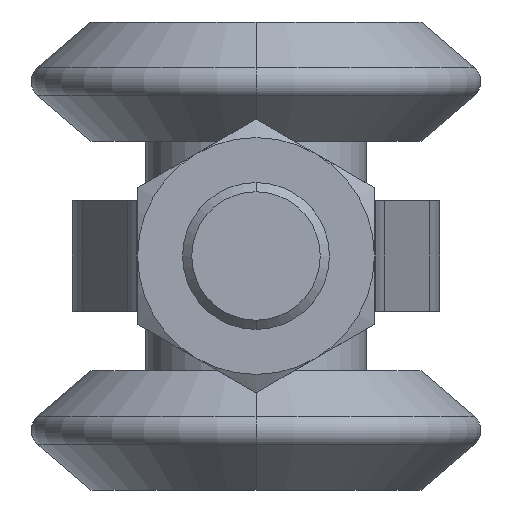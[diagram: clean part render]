
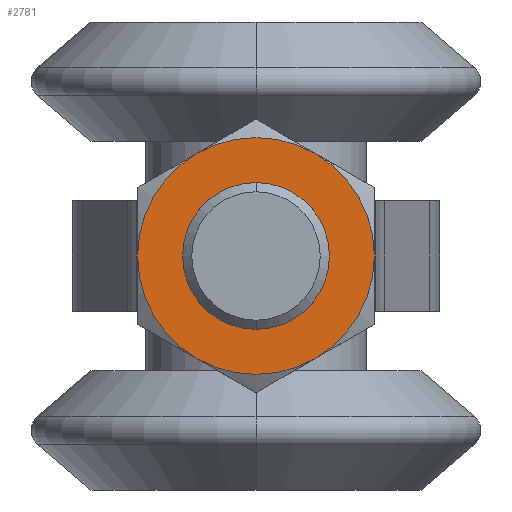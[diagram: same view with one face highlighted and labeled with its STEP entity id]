
A CAD part, front view. The second image highlights one B-rep face of the part: STEP entity #2781.
In plain terms, the highlighted planar face has unit normal (0, -1, 0).
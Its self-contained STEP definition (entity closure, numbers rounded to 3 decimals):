
#5 = FACE_BOUND ( 'NONE', #4034, .T. ) ;
#79 = DIRECTION ( 'NONE',  ( 1., 0., 0. ) ) ;
#106 = DIRECTION ( 'NONE',  ( 1., 0., 0. ) ) ;
#124 = CIRCLE ( 'NONE', #368, 3.4 ) ;
#204 = ORIENTED_EDGE ( 'NONE', *, *, #3199, .F. ) ;
#368 = AXIS2_PLACEMENT_3D ( 'NONE', #1009, #2586, #2224 ) ;
#527 = VERTEX_POINT ( 'NONE', #3507 ) ;
#571 = DIRECTION ( 'NONE',  ( 0., 1., 0. ) ) ;
#628 = AXIS2_PLACEMENT_3D ( 'NONE', #1097, #4571, #2312 ) ;
#784 = CARTESIAN_POINT ( 'NONE',  ( 0., -51., 0. ) ) ;
#809 = DIRECTION ( 'NONE',  ( 1., 0., 0. ) ) ;
#854 = DIRECTION ( 'NONE',  ( 0., -1., 0. ) ) ;
#979 = ORIENTED_EDGE ( 'NONE', *, *, #3412, .T. ) ;
#1009 = CARTESIAN_POINT ( 'NONE',  ( 0., -51., 0. ) ) ;
#1097 = CARTESIAN_POINT ( 'NONE',  ( 0., -51., 0. ) ) ;
#1227 = VERTEX_POINT ( 'NONE', #1965 ) ;
#1239 = CIRCLE ( 'NONE', #3952, 3.4 ) ;
#1344 = DIRECTION ( 'NONE',  ( 1., 0., 0. ) ) ;
#1457 = EDGE_CURVE ( 'NONE', #1227, #3107, #2081, .T. ) ;
#1461 = CIRCLE ( 'NONE', #4424, 6.45 ) ;
#1583 = EDGE_CURVE ( 'NONE', #3791, #1818, #124, .T. ) ;
#1701 = CIRCLE ( 'NONE', #3275, 6.45 ) ;
#1818 = VERTEX_POINT ( 'NONE', #1858 ) ;
#1858 = CARTESIAN_POINT ( 'NONE',  ( -3.4, -51., 0. ) ) ;
#1871 = AXIS2_PLACEMENT_3D ( 'NONE', #784, #3375, #3514 ) ;
#1881 = EDGE_LOOP ( 'NONE', ( #204, #979, #5041, #4198, #4799, #2929 ) ) ;
#1965 = CARTESIAN_POINT ( 'NONE',  ( 3.225, -51., 5.586 ) ) ;
#2081 = CIRCLE ( 'NONE', #2734, 6.45 ) ;
#2118 = CIRCLE ( 'NONE', #1871, 6.45 ) ;
#2122 = DIRECTION ( 'NONE',  ( 0., -1., 0. ) ) ;
#2148 = DIRECTION ( 'NONE',  ( 1., 0., 0. ) ) ;
#2205 = CARTESIAN_POINT ( 'NONE',  ( 0., -51., 0. ) ) ;
#2224 = DIRECTION ( 'NONE',  ( 1., 0., 0. ) ) ;
#2290 = DIRECTION ( 'NONE',  ( 1., 0., 0. ) ) ;
#2312 = DIRECTION ( 'NONE',  ( 1., 0., 0. ) ) ;
#2354 = CARTESIAN_POINT ( 'NONE',  ( 6.45, -51., 0. ) ) ;
#2586 = DIRECTION ( 'NONE',  ( 0., 1., 0. ) ) ;
#2734 = AXIS2_PLACEMENT_3D ( 'NONE', #4468, #4048, #79 ) ;
#2739 = CARTESIAN_POINT ( 'NONE',  ( -6.45, -51., 0. ) ) ;
#2781 = ADVANCED_FACE ( 'NONE', ( #3535, #5 ), #3564, .F. ) ;
#2850 = CIRCLE ( 'NONE', #628, 6.45 ) ;
#2913 = VERTEX_POINT ( 'NONE', #2739 ) ;
#2929 = ORIENTED_EDGE ( 'NONE', *, *, #2947, .T. ) ;
#2947 = EDGE_CURVE ( 'NONE', #527, #3210, #2118, .T. ) ;
#3069 = DIRECTION ( 'NONE',  ( 0., 1., 0. ) ) ;
#3107 = VERTEX_POINT ( 'NONE', #3335 ) ;
#3158 = CARTESIAN_POINT ( 'NONE',  ( 0., -51., 0. ) ) ;
#3199 = EDGE_CURVE ( 'NONE', #4614, #3210, #1701, .T. ) ;
#3210 = VERTEX_POINT ( 'NONE', #3747 ) ;
#3275 = AXIS2_PLACEMENT_3D ( 'NONE', #2205, #571, #2148 ) ;
#3319 = ORIENTED_EDGE ( 'NONE', *, *, #1583, .T. ) ;
#3335 = CARTESIAN_POINT ( 'NONE',  ( -3.225, -51., 5.586 ) ) ;
#3351 = AXIS2_PLACEMENT_3D ( 'NONE', #3158, #3947, #809 ) ;
#3375 = DIRECTION ( 'NONE',  ( 0., -1., 0. ) ) ;
#3412 = EDGE_CURVE ( 'NONE', #4614, #1227, #1461, .T. ) ;
#3507 = CARTESIAN_POINT ( 'NONE',  ( -3.225, -51., -5.586 ) ) ;
#3514 = DIRECTION ( 'NONE',  ( 1., 0., 0. ) ) ;
#3535 = FACE_OUTER_BOUND ( 'NONE', #1881, .T. ) ;
#3564 = PLANE ( 'NONE',  #3351 ) ;
#3747 = CARTESIAN_POINT ( 'NONE',  ( 3.225, -51., -5.586 ) ) ;
#3789 = CARTESIAN_POINT ( 'NONE',  ( 0., -51., 0. ) ) ;
#3791 = VERTEX_POINT ( 'NONE', #4747 ) ;
#3801 = AXIS2_PLACEMENT_3D ( 'NONE', #4851, #2122, #1344 ) ;
#3947 = DIRECTION ( 'NONE',  ( 0., 1., 0. ) ) ;
#3952 = AXIS2_PLACEMENT_3D ( 'NONE', #3789, #3069, #2290 ) ;
#4034 = EDGE_LOOP ( 'NONE', ( #4124, #3319 ) ) ;
#4048 = DIRECTION ( 'NONE',  ( 0., -1., 0. ) ) ;
#4076 = EDGE_CURVE ( 'NONE', #2913, #527, #2850, .T. ) ;
#4100 = EDGE_CURVE ( 'NONE', #1818, #3791, #1239, .T. ) ;
#4124 = ORIENTED_EDGE ( 'NONE', *, *, #4100, .T. ) ;
#4198 = ORIENTED_EDGE ( 'NONE', *, *, #4849, .T. ) ;
#4424 = AXIS2_PLACEMENT_3D ( 'NONE', #4779, #854, #106 ) ;
#4468 = CARTESIAN_POINT ( 'NONE',  ( 0., -51., 0. ) ) ;
#4571 = DIRECTION ( 'NONE',  ( 0., -1., 0. ) ) ;
#4614 = VERTEX_POINT ( 'NONE', #2354 ) ;
#4747 = CARTESIAN_POINT ( 'NONE',  ( 3.4, -51., 0. ) ) ;
#4779 = CARTESIAN_POINT ( 'NONE',  ( 0., -51., 0. ) ) ;
#4799 = ORIENTED_EDGE ( 'NONE', *, *, #4076, .T. ) ;
#4849 = EDGE_CURVE ( 'NONE', #3107, #2913, #4955, .T. ) ;
#4851 = CARTESIAN_POINT ( 'NONE',  ( 0., -51., 0. ) ) ;
#4955 = CIRCLE ( 'NONE', #3801, 6.45 ) ;
#5041 = ORIENTED_EDGE ( 'NONE', *, *, #1457, .T. ) ;
